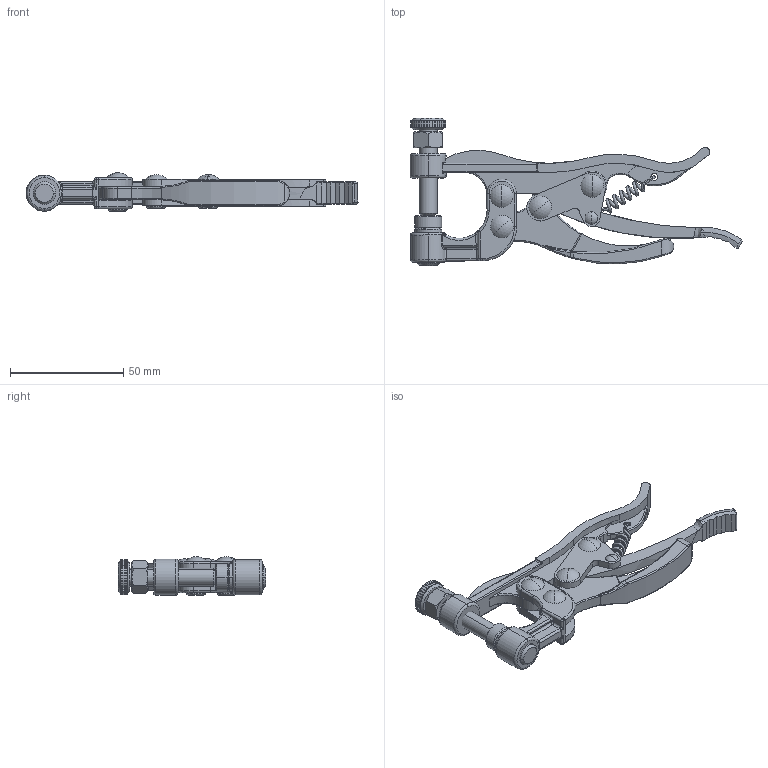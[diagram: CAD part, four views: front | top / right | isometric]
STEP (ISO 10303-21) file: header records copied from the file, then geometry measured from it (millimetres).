
FILE_DESCRIPTION (( 'STEP AP214' ), '1' );
FILE_NAME ('GH-51000(Â²¤Æ).STEP', '2020-07-13T02:02:46', ( 'LinWei' ), ( '' ), 'SwSTEP 2.0', 'SolidWorks 2016', '' );
FILE_SCHEMA (( 'AUTOMOTIVE_DESIGN' ));
Length unit declared in the file: millimetre
Products named in the file (7): 3500557 (35100001-F)-1^GH-51000(簡化); 3500501 (35100003-F)-1^GH-51000(簡化); Group6^GH-51000(簡化); Group4^GH-51000(簡化); Group3^GH-51000(簡化); Group2^GH-51000(簡化); GH-51000(簡化)
Assembly tree (6 placements, depth 2):
  GH-51000(簡化)
    Group2^GH-51000(簡化)
    Group3^GH-51000(簡化)
    Group4^GH-51000(簡化)
    Group6^GH-51000(簡化)
    3500501 (35100003-F)-1^GH-51000(簡化)
    3500557 (35100001-F)-1^GH-51000(簡化)
Bounding box: 146.73 x 65.04 x 17 mm (x, y, z)
Volume: 36652.8 mm3; surface area: 22516.8 mm2
Topology: 6 solids, 6 shells, 748 faces, 1777 edges, 1049 vertices
Faces by surface type: plane 308, cylinder 225, torus 94, bspline 66, sphere 28, cone 27
Entity records: 27542 total; most frequent: CARTESIAN_POINT 9102, DIRECTION 3665, ORIENTED_EDGE 3518, EDGE_CURVE 1759, AXIS2_PLACEMENT_3D 1464, VERTEX_POINT 1047, EDGE_LOOP 794, CIRCLE 773
